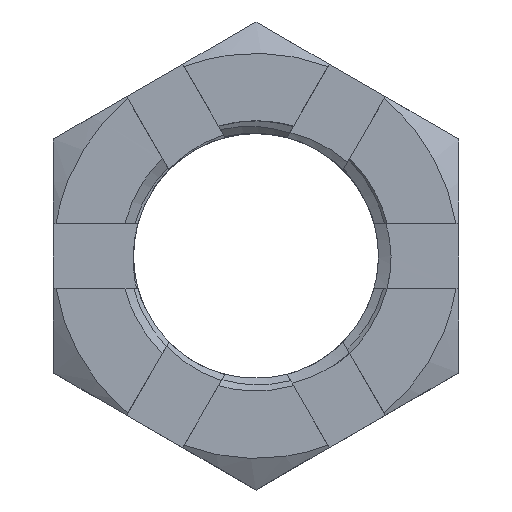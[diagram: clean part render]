
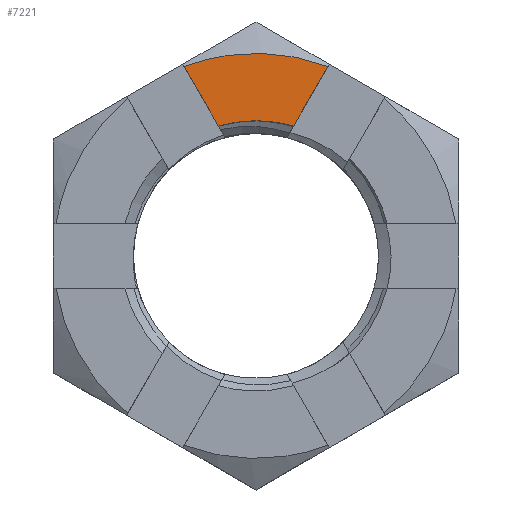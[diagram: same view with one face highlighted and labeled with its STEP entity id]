
A CAD part, top view. The second image highlights one B-rep face of the part: STEP entity #7221.
In plain terms, the highlighted planar face has unit normal (0, 0, 1).
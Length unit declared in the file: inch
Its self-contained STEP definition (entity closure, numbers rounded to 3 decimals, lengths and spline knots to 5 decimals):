
#22 = CARTESIAN_POINT ( 'NONE',  ( 0.26625, 0.70115, 0. ) ) ;
#120 = CARTESIAN_POINT ( 'NONE',  ( 0., 0.5, 0. ) ) ;
#229 = DIRECTION ( 'NONE',  ( 0.5, -0.866, 0. ) ) ;
#286 = DIRECTION ( 'NONE',  ( 0.5, 0.866, 0. ) ) ;
#329 = CARTESIAN_POINT ( 'NONE',  ( 0.26625, 0.70115, 0. ) ) ;
#607 = CARTESIAN_POINT ( 'NONE',  ( 0., 0.5, 0. ) ) ;
#709 = EDGE_CURVE ( 'NONE', #6562, #5083, #4942, .T. ) ;
#981 = EDGE_CURVE ( 'NONE', #2711, #4203, #4121, .T. ) ;
#1083 = VECTOR ( 'NONE', #286, 39.37008 ) ;
#1207 = CARTESIAN_POINT ( 'NONE',  ( 0., 0.5, 0. ) ) ;
#1257 = FACE_OUTER_BOUND ( 'NONE', #1931, .T. ) ;
#1258 = VERTEX_POINT ( 'NONE', #2187 ) ;
#1375 = ORIENTED_EDGE ( 'NONE', *, *, #981, .T. ) ;
#1431 = CARTESIAN_POINT ( 'NONE',  ( 0.04547, 0.75, 0. ) ) ;
#1931 = EDGE_LOOP ( 'NONE', ( #7100, #1375, #2654, #3651, #2771 ) ) ;
#1975 = CARTESIAN_POINT ( 'NONE',  ( 0.09365, 0.49339, 0. ) ) ;
#2139 = CARTESIAN_POINT ( 'NONE',  ( -0.26625, 0.70115, 0. ) ) ;
#2187 = CARTESIAN_POINT ( 'NONE',  ( -0.26625, 0.70115, 0. ) ) ;
#2272 = CARTESIAN_POINT ( 'NONE',  ( -0.26944, 0.47874, 0. ) ) ;
#2599 = CARTESIAN_POINT ( 'NONE',  ( -0.09061, 0.74589, 0. ) ) ;
#2654 = ORIENTED_EDGE ( 'NONE', *, *, #4354, .T. ) ;
#2669 = CARTESIAN_POINT ( 'NONE',  ( 0.22373, 0.7173, 0. ) ) ;
#2706 = CARTESIAN_POINT ( 'NONE',  ( -0.04547, 0.75, 0. ) ) ;
#2711 = VERTEX_POINT ( 'NONE', #4517 ) ;
#2771 = ORIENTED_EDGE ( 'NONE', *, *, #4918, .T. ) ;
#2903 = CARTESIAN_POINT ( 'NONE',  ( -0.09368, 0.49338, 0. ) ) ;
#3067 = CARTESIAN_POINT ( 'NONE',  ( -0.13877, 0.48036, 0. ) ) ;
#3152 = CARTESIAN_POINT ( 'NONE',  ( 0.19294, 0.57418, 0. ) ) ;
#3275 = B_SPLINE_CURVE_WITH_KNOTS ( 'NONE', 3,
 ( #329, #2669, #4852, #6677, #1431, #2706, #2599, #4985, #7284, #2139 ),
 .UNSPECIFIED., .F., .F.,
 ( 4, 2, 2, 2, 4 ),
 ( 0., 0.25, 0.5, 0.75, 1. ),
 .UNSPECIFIED. ) ;
#3293 = CARTESIAN_POINT ( 'NONE',  ( -0.19294, 0.57418, 0. ) ) ;
#3320 = EDGE_CURVE ( 'NONE', #1258, #2711, #7082, .T. ) ;
#3651 = ORIENTED_EDGE ( 'NONE', *, *, #709, .T. ) ;
#3739 = B_SPLINE_CURVE_WITH_KNOTS ( 'NONE', 3,
 ( #120, #6469, #1975, #5306 ),
 .UNSPECIFIED., .F., .F.,
 ( 4, 4 ),
 ( 0., 1. ),
 .UNSPECIFIED. ) ;
#3960 = DIRECTION ( 'NONE',  ( 1., 0., 0. ) ) ;
#4085 = VECTOR ( 'NONE', #229, 39.37008 ) ;
#4121 = B_SPLINE_CURVE_WITH_KNOTS ( 'NONE', 3,
 ( #3067, #2903, #5188, #1207 ),
 .UNSPECIFIED., .F., .F.,
 ( 4, 4 ),
 ( 0., 1. ),
 .UNSPECIFIED. ) ;
#4203 = VERTEX_POINT ( 'NONE', #607 ) ;
#4354 = EDGE_CURVE ( 'NONE', #4203, #6562, #3739, .T. ) ;
#4517 = CARTESIAN_POINT ( 'NONE',  ( -0.13877, 0.48036, 0. ) ) ;
#4591 = AXIS2_PLACEMENT_3D ( 'NONE', #2272, #4599, #3960 ) ;
#4599 = DIRECTION ( 'NONE',  ( 0., 0., 1. ) ) ;
#4852 = CARTESIAN_POINT ( 'NONE',  ( 0.18007, 0.72948, 0. ) ) ;
#4918 = EDGE_CURVE ( 'NONE', #5083, #1258, #3275, .T. ) ;
#4942 = LINE ( 'NONE', #3152, #1083 ) ;
#4985 = CARTESIAN_POINT ( 'NONE',  ( -0.18008, 0.72948, 0. ) ) ;
#5083 = VERTEX_POINT ( 'NONE', #22 ) ;
#5188 = CARTESIAN_POINT ( 'NONE',  ( -0.04696, 0.5, 0. ) ) ;
#5306 = CARTESIAN_POINT ( 'NONE',  ( 0.13877, 0.48036, 0. ) ) ;
#5796 = CARTESIAN_POINT ( 'NONE',  ( 0.13877, 0.48036, 0. ) ) ;
#6397 = PLANE ( 'NONE',  #4591 ) ;
#6469 = CARTESIAN_POINT ( 'NONE',  ( 0.04694, 0.5, 0. ) ) ;
#6562 = VERTEX_POINT ( 'NONE', #5796 ) ;
#6677 = CARTESIAN_POINT ( 'NONE',  ( 0.09062, 0.74589, 0. ) ) ;
#7082 = LINE ( 'NONE', #3293, #4085 ) ;
#7100 = ORIENTED_EDGE ( 'NONE', *, *, #3320, .T. ) ;
#7221 = ADVANCED_FACE ( 'NONE', ( #1257 ), #6397, .T. ) ;
#7284 = CARTESIAN_POINT ( 'NONE',  ( -0.22371, 0.7173, 0. ) ) ;
